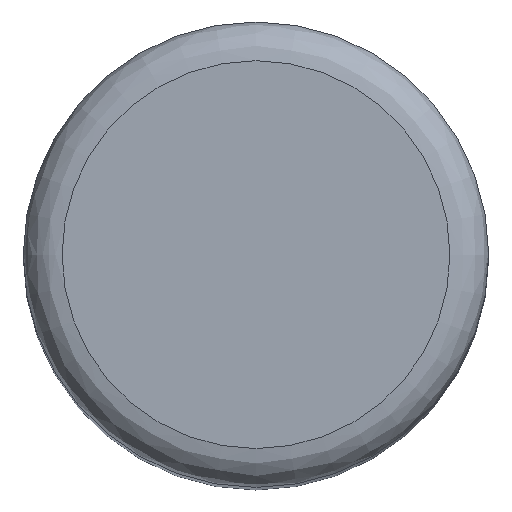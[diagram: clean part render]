
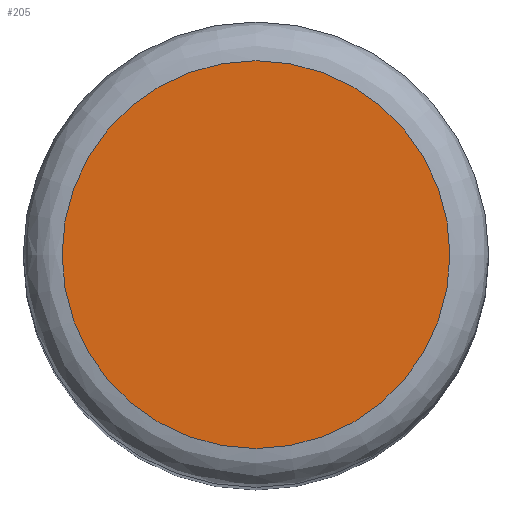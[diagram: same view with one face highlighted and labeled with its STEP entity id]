
A CAD part, top view. The second image highlights one B-rep face of the part: STEP entity #205.
In plain terms, the highlighted planar face has unit normal (0, 0, 1).
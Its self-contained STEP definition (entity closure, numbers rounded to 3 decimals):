
#45=DIRECTION('',(0.,0.,1.));
#67=CARTESIAN_POINT('',(1.27,0.,11.46));
#71=ORIENTED_EDGE('',*,*,#72,.T.);
#72=EDGE_CURVE('',#73,#73,#75,.T.);
#73=VERTEX_POINT('',#74);
#74=CARTESIAN_POINT('',(0.02,0.,11.46));
#75=CIRCLE('',#76,1.25);
#76=AXIS2_PLACEMENT_3D('',#67,#45,#77);
#77=DIRECTION('',(-1.,0.,0.));
#205=ADVANCED_FACE('',(#206),#208,.T.);
#206=FACE_BOUND('',#207,.T.);
#207=EDGE_LOOP('',(#71));
#208=PLANE('',#76);
